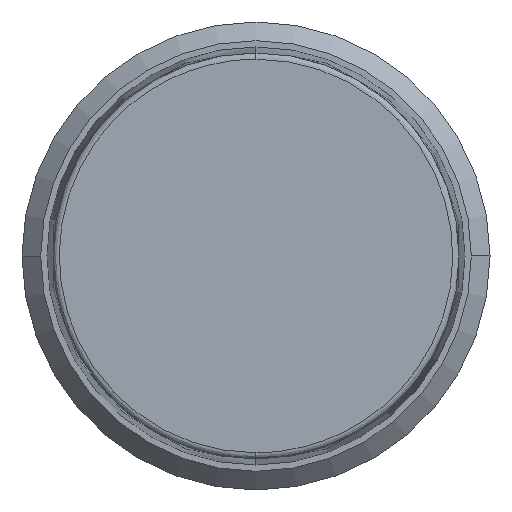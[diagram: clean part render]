
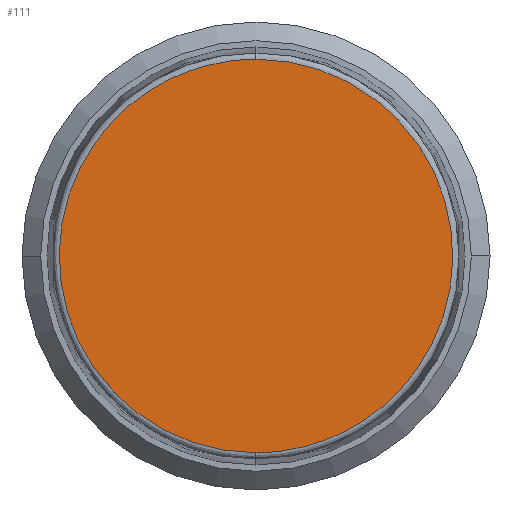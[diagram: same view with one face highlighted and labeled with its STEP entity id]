
A CAD part, left-side view. The second image highlights one B-rep face of the part: STEP entity #111.
In plain terms, the highlighted planar face has unit normal (-1, 0, 0).
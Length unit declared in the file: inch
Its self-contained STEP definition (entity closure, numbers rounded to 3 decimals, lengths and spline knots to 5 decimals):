
#33 = EDGE_CURVE ( 'NONE', #519, #481, #380, .T. ) ;
#111 = ADVANCED_FACE ( 'NONE', ( #791 ), #855, .T. ) ;
#287 = EDGE_CURVE ( 'NONE', #481, #519, #509, .T. ) ;
#306 = ORIENTED_EDGE ( 'NONE', *, *, #287, .F. ) ;
#349 = CARTESIAN_POINT ( 'NONE',  ( -0.47244, 0., 0.49658 ) ) ;
#380 =( BOUNDED_CURVE ( )  B_SPLINE_CURVE ( 3, ( #349, #872, #853, #856 ),
 .UNSPECIFIED., .F., .F. ) 
 B_SPLINE_CURVE_WITH_KNOTS ( ( 4, 4 ),
 ( 0., 0.5 ),
 .UNSPECIFIED. ) 
 CURVE ( )  GEOMETRIC_REPRESENTATION_ITEM ( )  RATIONAL_B_SPLINE_CURVE ( ( 1., 0.333, 0.333, 1. ) ) 
 REPRESENTATION_ITEM ( '' )  );
#389 = CARTESIAN_POINT ( 'NONE',  ( -0.47244, 0.99316, 0.49658 ) ) ;
#478 = CARTESIAN_POINT ( 'NONE',  ( -0.47244, 0., 0.49658 ) ) ;
#481 = VERTEX_POINT ( 'NONE', #684 ) ;
#509 =( BOUNDED_CURVE ( )  B_SPLINE_CURVE ( 3, ( #912, #698, #389, #478 ),
 .UNSPECIFIED., .F., .F. ) 
 B_SPLINE_CURVE_WITH_KNOTS ( ( 4, 4 ),
 ( 0.5, 1. ),
 .UNSPECIFIED. ) 
 CURVE ( )  GEOMETRIC_REPRESENTATION_ITEM ( )  RATIONAL_B_SPLINE_CURVE ( ( 1., 0.333, 0.333, 1. ) ) 
 REPRESENTATION_ITEM ( '' )  );
#519 = VERTEX_POINT ( 'NONE', #525 ) ;
#525 = CARTESIAN_POINT ( 'NONE',  ( -0.47244, 0., 0.49658 ) ) ;
#684 = CARTESIAN_POINT ( 'NONE',  ( -0.47244, 0., -0.49658 ) ) ;
#697 = EDGE_LOOP ( 'NONE', ( #961, #306 ) ) ;
#698 = CARTESIAN_POINT ( 'NONE',  ( -0.47244, 0.99316, -0.49658 ) ) ;
#788 = DIRECTION ( 'NONE',  ( -1., 0., 0. ) ) ;
#791 = FACE_OUTER_BOUND ( 'NONE', #697, .T. ) ;
#853 = CARTESIAN_POINT ( 'NONE',  ( -0.47244, -0.99316, -0.49658 ) ) ;
#855 = PLANE ( 'NONE',  #979 ) ;
#856 = CARTESIAN_POINT ( 'NONE',  ( -0.47244, 0., -0.49658 ) ) ;
#872 = CARTESIAN_POINT ( 'NONE',  ( -0.47244, -0.99316, 0.49658 ) ) ;
#876 = CARTESIAN_POINT ( 'NONE',  ( -0.47244, 0., 0. ) ) ;
#912 = CARTESIAN_POINT ( 'NONE',  ( -0.47244, 0., -0.49658 ) ) ;
#932 = DIRECTION ( 'NONE',  ( 0., 0., 1. ) ) ;
#961 = ORIENTED_EDGE ( 'NONE', *, *, #33, .F. ) ;
#979 = AXIS2_PLACEMENT_3D ( 'NONE', #876, #788, #932 ) ;
